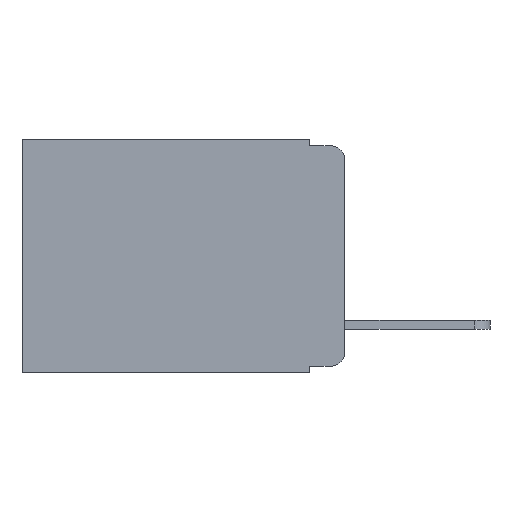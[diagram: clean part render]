
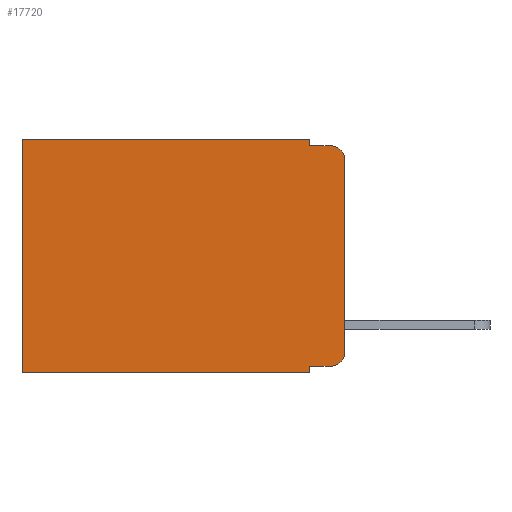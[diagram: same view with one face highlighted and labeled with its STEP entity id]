
A CAD part, left-side view. The second image highlights one B-rep face of the part: STEP entity #17720.
In plain terms, the highlighted planar face has unit normal (-1, 0, 0).
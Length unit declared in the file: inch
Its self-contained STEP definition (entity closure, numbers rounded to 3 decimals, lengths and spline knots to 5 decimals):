
#165 = LINE ( 'NONE', #1320, #22880 ) ;
#883 = VECTOR ( 'NONE', #12997, 39.37008 ) ;
#933 = ORIENTED_EDGE ( 'NONE', *, *, #1362, .T. ) ;
#1320 = CARTESIAN_POINT ( 'NONE',  ( 0.298, 0.051, 0. ) ) ;
#1362 = EDGE_CURVE ( 'NONE', #10105, #21016, #4666, .T. ) ;
#1499 = ORIENTED_EDGE ( 'NONE', *, *, #10896, .T. ) ;
#1809 = ORIENTED_EDGE ( 'NONE', *, *, #11441, .F. ) ;
#1929 = LINE ( 'NONE', #3600, #20180 ) ;
#2306 = CARTESIAN_POINT ( 'NONE',  ( 0.298, 0., -0.03 ) ) ;
#2470 = EDGE_CURVE ( 'NONE', #18044, #18407, #3162, .T. ) ;
#2554 = CARTESIAN_POINT ( 'NONE',  ( 0.298, 0.473, -0.343 ) ) ;
#2655 = PLANE ( 'NONE',  #22041 ) ;
#2882 = LINE ( 'NONE', #21405, #9077 ) ;
#2897 = CARTESIAN_POINT ( 'NONE',  ( 0.298, 0.02, -0.313 ) ) ;
#2972 = CARTESIAN_POINT ( 'NONE',  ( 0.298, 0., 0. ) ) ;
#3162 = CIRCLE ( 'NONE', #21814, 0.02 ) ;
#3204 = ORIENTED_EDGE ( 'NONE', *, *, #8554, .F. ) ;
#3600 = CARTESIAN_POINT ( 'NONE',  ( 0.298, 0.051, 0. ) ) ;
#3912 = CIRCLE ( 'NONE', #14342, 0.02 ) ;
#4653 = VERTEX_POINT ( 'NONE', #14351 ) ;
#4666 = LINE ( 'NONE', #20683, #10321 ) ;
#5812 = CARTESIAN_POINT ( 'NONE',  ( 0.298, 0.02, -0.03 ) ) ;
#6379 = VERTEX_POINT ( 'NONE', #19753 ) ;
#6388 = CARTESIAN_POINT ( 'NONE',  ( 0.298, 0.473, 0. ) ) ;
#7125 = EDGE_LOOP ( 'NONE', ( #1809, #7887, #3204, #16524, #17953, #933, #20067, #17560, #1499, #22845 ) ) ;
#7582 = EDGE_CURVE ( 'NONE', #6379, #4653, #1929, .T. ) ;
#7887 = ORIENTED_EDGE ( 'NONE', *, *, #2470, .T. ) ;
#7932 = DIRECTION ( 'NONE',  ( 0., 0., -1. ) ) ;
#8554 = EDGE_CURVE ( 'NONE', #4653, #18407, #19572, .T. ) ;
#9077 = VECTOR ( 'NONE', #22972, 39.37008 ) ;
#9126 = CARTESIAN_POINT ( 'NONE',  ( 0.298, 0.051, -0.333 ) ) ;
#9168 = VERTEX_POINT ( 'NONE', #11763 ) ;
#9214 = VERTEX_POINT ( 'NONE', #10296 ) ;
#9302 = EDGE_CURVE ( 'NONE', #13823, #9168, #165, .T. ) ;
#9572 = DIRECTION ( 'NONE',  ( 0., 0., -1. ) ) ;
#10105 = VERTEX_POINT ( 'NONE', #6388 ) ;
#10296 = CARTESIAN_POINT ( 'NONE',  ( 0.298, 0.02, -0.333 ) ) ;
#10315 = DIRECTION ( 'NONE',  ( 0., 1., 0. ) ) ;
#10321 = VECTOR ( 'NONE', #7932, 39.37008 ) ;
#10852 = DIRECTION ( 'NONE',  ( 0., 0., -1. ) ) ;
#10896 = EDGE_CURVE ( 'NONE', #13823, #9214, #2882, .T. ) ;
#11441 = EDGE_CURVE ( 'NONE', #18044, #20396, #15577, .T. ) ;
#11631 = DIRECTION ( 'NONE',  ( 0., -1., 0. ) ) ;
#11763 = CARTESIAN_POINT ( 'NONE',  ( 0.298, 0.051, -0.343 ) ) ;
#11769 = DIRECTION ( 'NONE',  ( 0., 0., -1. ) ) ;
#12206 = DIRECTION ( 'NONE',  ( 0., 0., -1. ) ) ;
#12326 = VECTOR ( 'NONE', #11631, 39.37008 ) ;
#12385 = EDGE_CURVE ( 'NONE', #9168, #21016, #20797, .T. ) ;
#12997 = DIRECTION ( 'NONE',  ( 0., 1., 0. ) ) ;
#13569 = CARTESIAN_POINT ( 'NONE',  ( 0.298, 0., 0. ) ) ;
#13823 = VERTEX_POINT ( 'NONE', #9126 ) ;
#14251 = LINE ( 'NONE', #15011, #15930 ) ;
#14342 = AXIS2_PLACEMENT_3D ( 'NONE', #2897, #15514, #11769 ) ;
#14351 = CARTESIAN_POINT ( 'NONE',  ( 0.298, 0.051, -0.01 ) ) ;
#15011 = CARTESIAN_POINT ( 'NONE',  ( 0.298, 0., 0. ) ) ;
#15514 = DIRECTION ( 'NONE',  ( -1., 0., 0. ) ) ;
#15569 = DIRECTION ( 'NONE',  ( 0., 0., -1. ) ) ;
#15577 = LINE ( 'NONE', #2972, #21406 ) ;
#15930 = VECTOR ( 'NONE', #10315, 39.37008 ) ;
#16306 = DIRECTION ( 'NONE',  ( 0., 0., -1. ) ) ;
#16524 = ORIENTED_EDGE ( 'NONE', *, *, #7582, .F. ) ;
#17560 = ORIENTED_EDGE ( 'NONE', *, *, #9302, .F. ) ;
#17720 = ADVANCED_FACE ( 'NONE', ( #17894 ), #2655, .F. ) ;
#17894 = FACE_OUTER_BOUND ( 'NONE', #7125, .T. ) ;
#17953 = ORIENTED_EDGE ( 'NONE', *, *, #18280, .T. ) ;
#18044 = VERTEX_POINT ( 'NONE', #2306 ) ;
#18280 = EDGE_CURVE ( 'NONE', #6379, #10105, #14251, .T. ) ;
#18407 = VERTEX_POINT ( 'NONE', #21175 ) ;
#19080 = CARTESIAN_POINT ( 'NONE',  ( 0.298, 0., -0.343 ) ) ;
#19572 = LINE ( 'NONE', #20500, #12326 ) ;
#19753 = CARTESIAN_POINT ( 'NONE',  ( 0.298, 0.051, 0. ) ) ;
#20067 = ORIENTED_EDGE ( 'NONE', *, *, #12385, .F. ) ;
#20145 = DIRECTION ( 'NONE',  ( -1., 0., 0. ) ) ;
#20180 = VECTOR ( 'NONE', #16306, 39.37008 ) ;
#20396 = VERTEX_POINT ( 'NONE', #22590 ) ;
#20442 = EDGE_CURVE ( 'NONE', #9214, #20396, #3912, .T. ) ;
#20500 = CARTESIAN_POINT ( 'NONE',  ( 0.298, 0.051, -0.01 ) ) ;
#20683 = CARTESIAN_POINT ( 'NONE',  ( 0.298, 0.473, 0. ) ) ;
#20797 = LINE ( 'NONE', #19080, #883 ) ;
#21016 = VERTEX_POINT ( 'NONE', #2554 ) ;
#21175 = CARTESIAN_POINT ( 'NONE',  ( 0.298, 0.02, -0.01 ) ) ;
#21405 = CARTESIAN_POINT ( 'NONE',  ( 0.298, 0.051, -0.333 ) ) ;
#21406 = VECTOR ( 'NONE', #12206, 39.37008 ) ;
#21814 = AXIS2_PLACEMENT_3D ( 'NONE', #5812, #20145, #9572 ) ;
#22041 = AXIS2_PLACEMENT_3D ( 'NONE', #13569, #22493, #15569 ) ;
#22493 = DIRECTION ( 'NONE',  ( 1., 0., 0. ) ) ;
#22590 = CARTESIAN_POINT ( 'NONE',  ( 0.298, 0., -0.313 ) ) ;
#22845 = ORIENTED_EDGE ( 'NONE', *, *, #20442, .T. ) ;
#22880 = VECTOR ( 'NONE', #10852, 39.37008 ) ;
#22972 = DIRECTION ( 'NONE',  ( 0., -1., 0. ) ) ;
